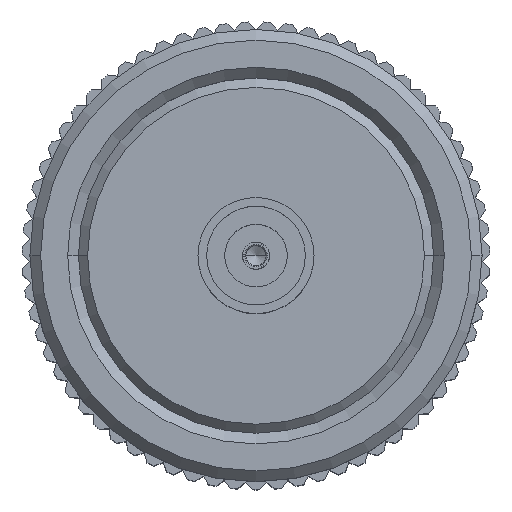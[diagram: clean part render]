
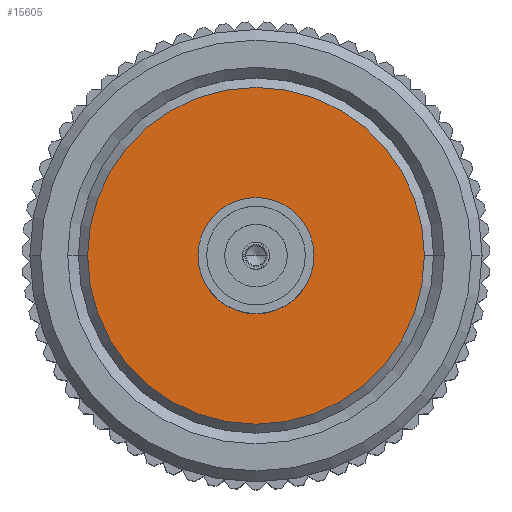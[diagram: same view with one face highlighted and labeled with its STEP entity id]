
A CAD part, top view. The second image highlights one B-rep face of the part: STEP entity #15605.
In plain terms, the highlighted planar face has unit normal (0, 0, 1).
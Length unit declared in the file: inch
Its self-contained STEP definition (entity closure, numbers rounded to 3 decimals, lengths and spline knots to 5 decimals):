
#968 = AXIS2_PLACEMENT_3D ( 'NONE', #5814, #19176, #19076 ) ;
#1110 = VERTEX_POINT ( 'NONE', #5730 ) ;
#1472 = CIRCLE ( 'NONE', #11345, 0.30899 ) ;
#1956 = VERTEX_POINT ( 'NONE', #14388 ) ;
#2490 = CARTESIAN_POINT ( 'NONE',  ( 0.29957, 0.00849, 1.20433 ) ) ;
#2793 = CARTESIAN_POINT ( 'NONE',  ( 0.19307, 0.00849, 1.20433 ) ) ;
#3377 = CIRCLE ( 'NONE', #19331, 0.30899 ) ;
#3970 = EDGE_CURVE ( 'NONE', #9222, #1110, #3377, .T. ) ;
#4056 = CARTESIAN_POINT ( 'NONE',  ( 0.50207, 0.00849, 1.20433 ) ) ;
#4970 = FACE_BOUND ( 'NONE', #17312, .T. ) ;
#5624 = CARTESIAN_POINT ( 'NONE',  ( 0.19307, 0.00849, 1.20433 ) ) ;
#5730 = CARTESIAN_POINT ( 'NONE',  ( -0.11592, 0.00849, 1.20433 ) ) ;
#5814 = CARTESIAN_POINT ( 'NONE',  ( 0.19307, 0.00849, 1.20433 ) ) ;
#5899 = AXIS2_PLACEMENT_3D ( 'NONE', #5624, #12538, #21024 ) ;
#6920 = EDGE_CURVE ( 'NONE', #1110, #9222, #1472, .T. ) ;
#7007 = CIRCLE ( 'NONE', #16277, 0.1065 ) ;
#7150 = EDGE_CURVE ( 'NONE', #1956, #9571, #18308, .T. ) ;
#9222 = VERTEX_POINT ( 'NONE', #4056 ) ;
#9571 = VERTEX_POINT ( 'NONE', #2490 ) ;
#9663 = ORIENTED_EDGE ( 'NONE', *, *, #3970, .F. ) ;
#10330 = PLANE ( 'NONE',  #5899 ) ;
#10784 = ORIENTED_EDGE ( 'NONE', *, *, #18221, .F. ) ;
#11345 = AXIS2_PLACEMENT_3D ( 'NONE', #2793, #13016, #17508 ) ;
#12538 = DIRECTION ( 'NONE',  ( 0., 0., 1. ) ) ;
#12649 = DIRECTION ( 'NONE',  ( 0., 0., 1. ) ) ;
#13016 = DIRECTION ( 'NONE',  ( 0., 0., -1. ) ) ;
#13751 = FACE_OUTER_BOUND ( 'NONE', #21613, .T. ) ;
#14388 = CARTESIAN_POINT ( 'NONE',  ( 0.08658, 0.00849, 1.20433 ) ) ;
#15605 = ADVANCED_FACE ( 'NONE', ( #13751, #4970 ), #10330, .T. ) ;
#15793 = ORIENTED_EDGE ( 'NONE', *, *, #6920, .F. ) ;
#16149 = CARTESIAN_POINT ( 'NONE',  ( 0.19307, 0.00849, 1.20433 ) ) ;
#16277 = AXIS2_PLACEMENT_3D ( 'NONE', #20820, #12649, #19554 ) ;
#17301 = DIRECTION ( 'NONE',  ( 0., 0., -1. ) ) ;
#17312 = EDGE_LOOP ( 'NONE', ( #19566, #10784 ) ) ;
#17508 = DIRECTION ( 'NONE',  ( 1., 0., 0. ) ) ;
#18221 = EDGE_CURVE ( 'NONE', #9571, #1956, #7007, .T. ) ;
#18308 = CIRCLE ( 'NONE', #968, 0.1065 ) ;
#19076 = DIRECTION ( 'NONE',  ( 1., 0., 0. ) ) ;
#19176 = DIRECTION ( 'NONE',  ( 0., 0., 1. ) ) ;
#19331 = AXIS2_PLACEMENT_3D ( 'NONE', #16149, #17301, #19616 ) ;
#19554 = DIRECTION ( 'NONE',  ( 1., 0., 0. ) ) ;
#19566 = ORIENTED_EDGE ( 'NONE', *, *, #7150, .F. ) ;
#19616 = DIRECTION ( 'NONE',  ( 1., 0., 0. ) ) ;
#20820 = CARTESIAN_POINT ( 'NONE',  ( 0.19307, 0.00849, 1.20433 ) ) ;
#21024 = DIRECTION ( 'NONE',  ( 1., 0., 0. ) ) ;
#21613 = EDGE_LOOP ( 'NONE', ( #15793, #9663 ) ) ;
